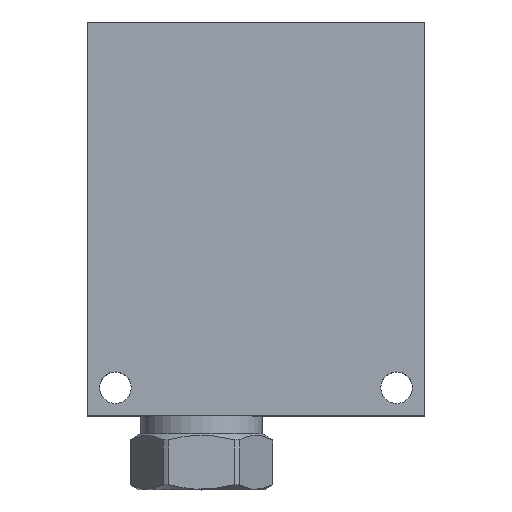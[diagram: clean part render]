
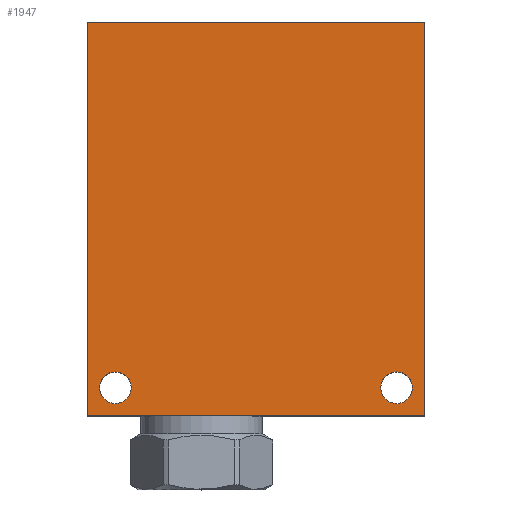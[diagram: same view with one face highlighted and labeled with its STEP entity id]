
A CAD part, top view. The second image highlights one B-rep face of the part: STEP entity #1947.
In plain terms, the highlighted planar face has unit normal (0, 0, 1).
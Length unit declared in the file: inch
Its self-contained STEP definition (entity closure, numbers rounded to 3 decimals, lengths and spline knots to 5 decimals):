
#93=DIRECTION('',(0.,-1.,0.));
#94=VECTOR('',#93,3.5);
#95=CARTESIAN_POINT('',(0.,0.,1.5));
#96=LINE('',#95,#94);
#97=DIRECTION('',(-1.,0.,0.));
#98=VECTOR('',#97,3.);
#99=CARTESIAN_POINT('',(3.,0.,1.5));
#100=LINE('',#99,#98);
#101=DIRECTION('',(0.,1.,0.));
#102=VECTOR('',#101,3.5);
#103=CARTESIAN_POINT('',(3.,-3.5,1.5));
#104=LINE('',#103,#102);
#105=DIRECTION('',(1.,0.,0.));
#106=VECTOR('',#105,3.);
#107=CARTESIAN_POINT('',(0.,-3.5,1.5));
#108=LINE('',#107,#106);
#109=CARTESIAN_POINT('',(0.25,-3.25,1.5));
#110=DIRECTION('',(0.,0.,1.));
#111=DIRECTION('',(0.,1.,0.));
#112=AXIS2_PLACEMENT_3D('',#109,#110,#111);
#114=CARTESIAN_POINT('',(0.25,-3.25,1.5));
#115=DIRECTION('',(0.,0.,1.));
#116=DIRECTION('',(0.,-1.,0.));
#117=AXIS2_PLACEMENT_3D('',#114,#115,#116);
#119=CARTESIAN_POINT('',(2.75,-3.25,1.5));
#120=DIRECTION('',(0.,0.,1.));
#121=DIRECTION('',(0.,1.,0.));
#122=AXIS2_PLACEMENT_3D('',#119,#120,#121);
#124=CARTESIAN_POINT('',(2.75,-3.25,1.5));
#125=DIRECTION('',(0.,0.,1.));
#126=DIRECTION('',(0.,-1.,0.));
#127=AXIS2_PLACEMENT_3D('',#124,#125,#126);
#1610=CARTESIAN_POINT('',(0.,0.,1.5));
#1611=CARTESIAN_POINT('',(0.,-3.5,1.5));
#1612=VERTEX_POINT('',#1610);
#1613=VERTEX_POINT('',#1611);
#1614=CARTESIAN_POINT('',(3.,-3.5,1.5));
#1615=VERTEX_POINT('',#1614);
#1616=CARTESIAN_POINT('',(3.,0.,1.5));
#1617=VERTEX_POINT('',#1616);
#1622=CARTESIAN_POINT('',(0.25,-3.1095,1.5));
#1623=CARTESIAN_POINT('',(0.25,-3.3905,1.5));
#1624=VERTEX_POINT('',#1622);
#1625=VERTEX_POINT('',#1623);
#1630=CARTESIAN_POINT('',(2.75,-3.1095,1.5));
#1631=CARTESIAN_POINT('',(2.75,-3.3905,1.5));
#1632=VERTEX_POINT('',#1630);
#1633=VERTEX_POINT('',#1631);
#1924=CARTESIAN_POINT('',(0.,0.,1.5));
#1925=DIRECTION('',(0.,0.,1.));
#1926=DIRECTION('',(1.,0.,0.));
#1927=AXIS2_PLACEMENT_3D('',#1924,#1925,#1926);
#1928=PLANE('',#1927);
#1929=ORIENTED_EDGE('',*,*,#1852,.F.);
#1930=ORIENTED_EDGE('',*,*,#1873,.F.);
#1931=ORIENTED_EDGE('',*,*,#1893,.F.);
#1932=ORIENTED_EDGE('',*,*,#1912,.F.);
#1933=EDGE_LOOP('',(#1929,#1930,#1931,#1932));
#1934=FACE_OUTER_BOUND('',#1933,.F.);
#1936=ORIENTED_EDGE('',*,*,#1935,.T.);
#1938=ORIENTED_EDGE('',*,*,#1937,.T.);
#1939=EDGE_LOOP('',(#1936,#1938));
#1940=FACE_BOUND('',#1939,.F.);
#1942=ORIENTED_EDGE('',*,*,#1941,.T.);
#1944=ORIENTED_EDGE('',*,*,#1943,.T.);
#1945=EDGE_LOOP('',(#1942,#1944));
#1946=FACE_BOUND('',#1945,.F.);
#1947=ADVANCED_FACE('',(#1934,#1940,#1946),#1928,.T.);
#113=CIRCLE('',#112,0.1405);
#118=CIRCLE('',#117,0.1405);
#123=CIRCLE('',#122,0.1405);
#128=CIRCLE('',#127,0.1405);
#1852=EDGE_CURVE('',#1612,#1613,#96,.T.);
#1873=EDGE_CURVE('',#1617,#1612,#100,.T.);
#1893=EDGE_CURVE('',#1615,#1617,#104,.T.);
#1912=EDGE_CURVE('',#1613,#1615,#108,.T.);
#1935=EDGE_CURVE('',#1624,#1625,#113,.T.);
#1937=EDGE_CURVE('',#1625,#1624,#118,.T.);
#1941=EDGE_CURVE('',#1632,#1633,#123,.T.);
#1943=EDGE_CURVE('',#1633,#1632,#128,.T.);
